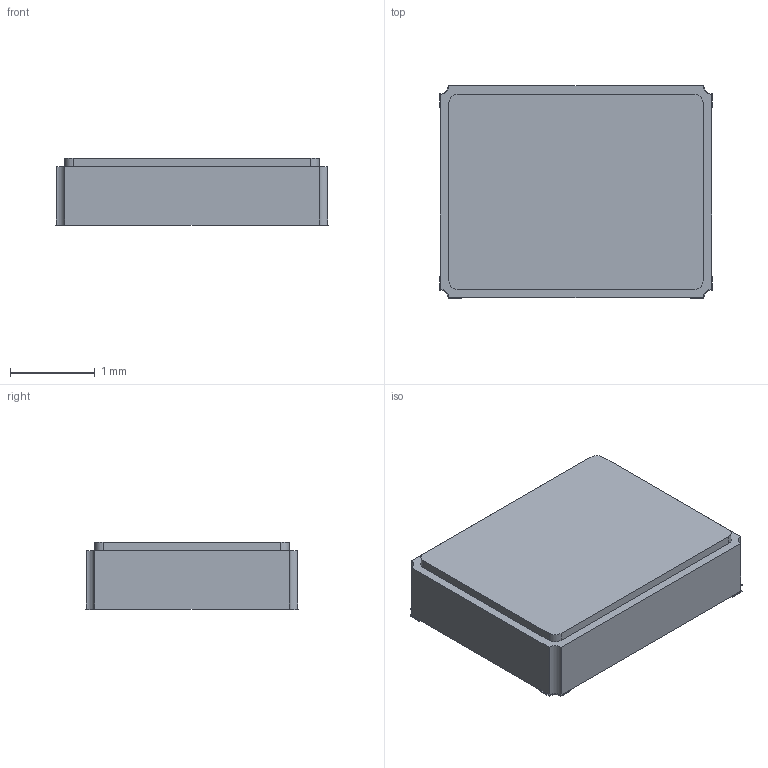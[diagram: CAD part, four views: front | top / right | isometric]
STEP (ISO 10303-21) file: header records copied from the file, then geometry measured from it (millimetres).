
FILE_DESCRIPTION(/* description */ (''),/* implementation_level */ '2;1');
FILE_NAME(/* name */ 'Crystal_SMD_3225-4pin_3.2x2.5mm.step',/* time_stamp */ '2017-03-04T15:05:02-08:00',/* author */ (''),/* organization */ (''),/* preprocessor_version */ 'ST-DEVELOPER v16.5',/* originating_system */ 'Autodesk Translation Framework v5.2.0.2920',/* authorisation */ '');
FILE_SCHEMA (('AUTOMOTIVE_DESIGN { 1 0 10303 214 3 1 1 }'));
Length unit declared in the file: millimetre
Products named in the file (1): Crystal_SMD_3225-4pin_3.2x2.5mm v2
Bounding box: 3.22 x 2.52 x 0.8 mm (x, y, z)
Volume: 6.2 mm3; surface area: 44.6 mm2
Topology: 6 solids, 6 shells, 65 faces, 159 edges, 106 vertices
Faces by surface type: plane 45, cylinder 20
Entity records: 1951 total; most frequent: DIRECTION 331, CARTESIAN_POINT 331, ORIENTED_EDGE 318, EDGE_CURVE 159, LINE 119, VECTOR 119, VERTEX_POINT 106, AXIS2_PLACEMENT_3D 106
